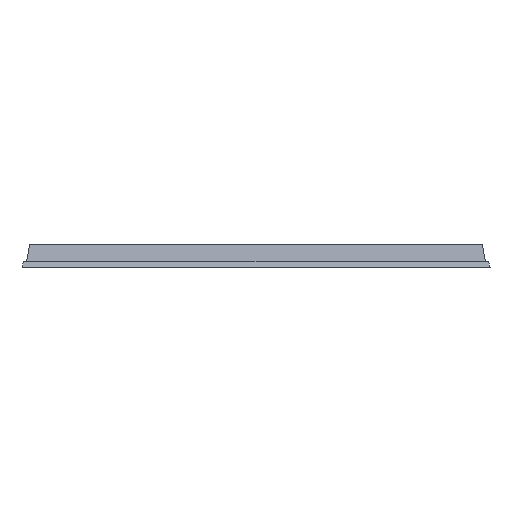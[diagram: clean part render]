
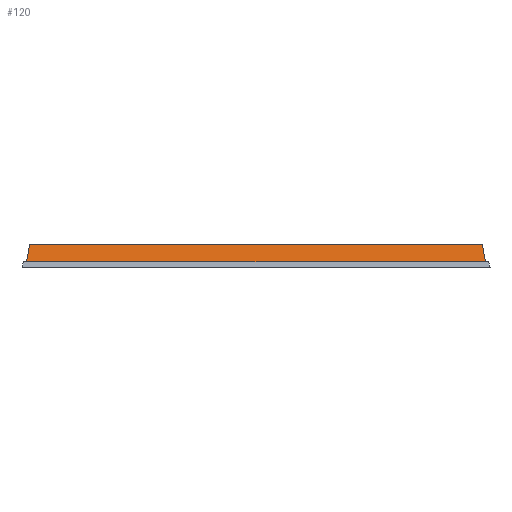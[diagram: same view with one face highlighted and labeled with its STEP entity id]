
A CAD part, left-side view. The second image highlights one B-rep face of the part: STEP entity #120.
In plain terms, the highlighted planar face has unit normal (-0.985, 0, 0.174).
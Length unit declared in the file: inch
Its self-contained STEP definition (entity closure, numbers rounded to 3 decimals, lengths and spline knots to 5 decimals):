
#94 = VECTOR ( 'NONE', #956, 39.37008 ) ;
#120 = ADVANCED_FACE ( 'NONE', ( #975 ), #1417, .T. ) ;
#164 = CARTESIAN_POINT ( 'NONE',  ( -6.42258, 4.92308, 0.5 ) ) ;
#183 = VERTEX_POINT ( 'NONE', #1253 ) ;
#261 = LINE ( 'NONE', #353, #1301 ) ;
#267 = DIRECTION ( 'NONE',  ( 0., 1., 0. ) ) ;
#277 = ORIENTED_EDGE ( 'NONE', *, *, #339, .T. ) ;
#303 = AXIS2_PLACEMENT_3D ( 'NONE', #421, #447, #1313 ) ;
#339 = EDGE_CURVE ( 'NONE', #489, #183, #1404, .T. ) ;
#353 = CARTESIAN_POINT ( 'NONE',  ( -6.42258, 0., 0.5 ) ) ;
#361 = EDGE_CURVE ( 'NONE', #1281, #1115, #1071, .T. ) ;
#365 = CARTESIAN_POINT ( 'NONE',  ( -6.488, 11.56768, 0.129 ) ) ;
#384 = CARTESIAN_POINT ( 'NONE',  ( -6.488, 4.9885, 0.129 ) ) ;
#421 = CARTESIAN_POINT ( 'NONE',  ( -6.42258, 11.56768, 0.5 ) ) ;
#447 = DIRECTION ( 'NONE',  ( -0.985, 0., 0.174 ) ) ;
#489 = VERTEX_POINT ( 'NONE', #1432 ) ;
#583 = EDGE_CURVE ( 'NONE', #1281, #489, #920, .T. ) ;
#622 = CARTESIAN_POINT ( 'NONE',  ( -6.488, -4.9885, 0.129 ) ) ;
#803 = VECTOR ( 'NONE', #840, 39.37008 ) ;
#813 = DIRECTION ( 'NONE',  ( 0., -1., 0. ) ) ;
#840 = DIRECTION ( 'NONE',  ( 0.171, 0.171, 0.97 ) ) ;
#920 = LINE ( 'NONE', #365, #1065 ) ;
#956 = DIRECTION ( 'NONE',  ( 0.171, -0.171, 0.97 ) ) ;
#975 = FACE_OUTER_BOUND ( 'NONE', #1303, .T. ) ;
#1065 = VECTOR ( 'NONE', #813, 39.37008 ) ;
#1067 = ORIENTED_EDGE ( 'NONE', *, *, #1328, .T. ) ;
#1071 = LINE ( 'NONE', #384, #94 ) ;
#1085 = CARTESIAN_POINT ( 'NONE',  ( -6.488, 4.9885, 0.129 ) ) ;
#1101 = ORIENTED_EDGE ( 'NONE', *, *, #583, .T. ) ;
#1115 = VERTEX_POINT ( 'NONE', #164 ) ;
#1211 = ORIENTED_EDGE ( 'NONE', *, *, #361, .F. ) ;
#1253 = CARTESIAN_POINT ( 'NONE',  ( -6.42258, -4.92308, 0.5 ) ) ;
#1281 = VERTEX_POINT ( 'NONE', #1085 ) ;
#1301 = VECTOR ( 'NONE', #267, 39.37008 ) ;
#1303 = EDGE_LOOP ( 'NONE', ( #1101, #277, #1067, #1211 ) ) ;
#1313 = DIRECTION ( 'NONE',  ( 0.174, 0., 0.985 ) ) ;
#1328 = EDGE_CURVE ( 'NONE', #183, #1115, #261, .T. ) ;
#1404 = LINE ( 'NONE', #622, #803 ) ;
#1417 = PLANE ( 'NONE',  #303 ) ;
#1432 = CARTESIAN_POINT ( 'NONE',  ( -6.488, -4.9885, 0.129 ) ) ;
